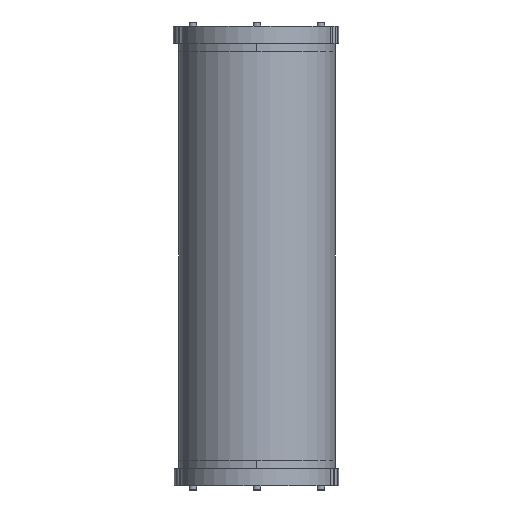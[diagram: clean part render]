
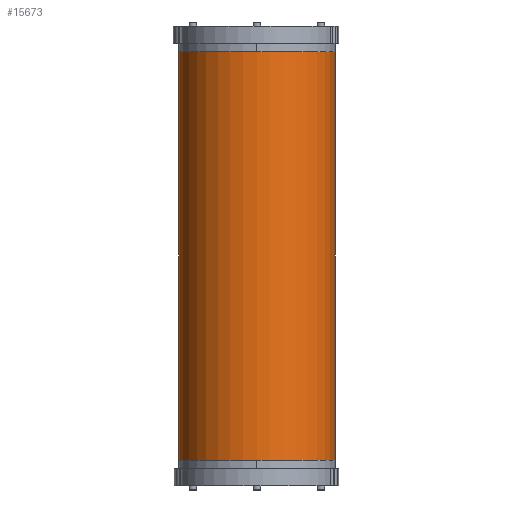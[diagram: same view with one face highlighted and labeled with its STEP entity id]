
A CAD part, front view. The second image highlights one B-rep face of the part: STEP entity #15673.
In plain terms, the highlighted cylindrical face has radius 57.15 mm (diameter 114.3 mm), a partial arc.
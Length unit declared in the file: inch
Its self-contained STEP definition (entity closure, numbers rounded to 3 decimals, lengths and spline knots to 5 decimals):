
#536 = EDGE_CURVE ( 'NONE', #13956, #13907, #2188, .T. ) ;
#541 = EDGE_CURVE ( 'NONE', #13928, #13907, #2193, .T. ) ;
#542 = EDGE_CURVE ( 'NONE', #13906, #13928, #2195, .T. ) ;
#543 = EDGE_CURVE ( 'NONE', #13906, #13956, #2197, .T. ) ;
#1170 = CARTESIAN_POINT ( 'NONE',  ( 2.25, 0., 5.875 ) ) ;
#1171 = DIRECTION ( 'NONE',  ( 0., 0., -1. ) ) ;
#1180 = DIRECTION ( 'NONE',  ( 0., 0., -1. ) ) ;
#1192 = CARTESIAN_POINT ( 'NONE',  ( -2.25, 0., 5.875 ) ) ;
#1193 = CARTESIAN_POINT ( 'NONE',  ( 0., 0., -5.875 ) ) ;
#1194 = DIRECTION ( 'NONE',  ( 0., 0., 1. ) ) ;
#1195 = DIRECTION ( 'NONE',  ( 1., 0., 0. ) ) ;
#1196 = CARTESIAN_POINT ( 'NONE',  ( 0., 0., 5.875 ) ) ;
#1197 = DIRECTION ( 'NONE',  ( 0., 0., 1. ) ) ;
#1198 = DIRECTION ( 'NONE',  ( 1., 0., 0. ) ) ;
#2188 = LINE ( 'NONE', #1170, #2190 ) ;
#2190 = VECTOR ( 'NONE', #1171, 39.37008 ) ;
#2193 = CIRCLE ( 'NONE', #13111, 2.25 ) ;
#2195 = LINE ( 'NONE', #1192, #2198 ) ;
#2197 = CIRCLE ( 'NONE', #13112, 2.25 ) ;
#2198 = VECTOR ( 'NONE', #1180, 39.37008 ) ;
#3426 = FACE_OUTER_BOUND ( 'NONE', #12601, .T. ) ;
#3435 = CYLINDRICAL_SURFACE ( 'NONE', #3888, 2.25 ) ;
#3888 = AXIS2_PLACEMENT_3D ( 'NONE', #8077, #8076, #8068 ) ;
#4558 = CARTESIAN_POINT ( 'NONE',  ( -2.25, 0., 5.875 ) ) ;
#4575 = CARTESIAN_POINT ( 'NONE',  ( 2.25, 0., -5.875 ) ) ;
#4596 = CARTESIAN_POINT ( 'NONE',  ( -2.25, 0., -5.875 ) ) ;
#4624 = CARTESIAN_POINT ( 'NONE',  ( 2.25, 0., 5.875 ) ) ;
#8068 = DIRECTION ( 'NONE',  ( -1., 0., 0. ) ) ;
#8076 = DIRECTION ( 'NONE',  ( 0., 0., -1. ) ) ;
#8077 = CARTESIAN_POINT ( 'NONE',  ( 0., 0., 5.875 ) ) ;
#11348 = ORIENTED_EDGE ( 'NONE', *, *, #536, .F. ) ;
#11349 = ORIENTED_EDGE ( 'NONE', *, *, #543, .F. ) ;
#11350 = ORIENTED_EDGE ( 'NONE', *, *, #542, .T. ) ;
#11351 = ORIENTED_EDGE ( 'NONE', *, *, #541, .T. ) ;
#12601 = EDGE_LOOP ( 'NONE', ( #11348, #11349, #11350, #11351 ) ) ;
#13111 = AXIS2_PLACEMENT_3D ( 'NONE', #1193, #1194, #1195 ) ;
#13112 = AXIS2_PLACEMENT_3D ( 'NONE', #1196, #1197, #1198 ) ;
#13906 = VERTEX_POINT ( 'NONE', #4558 ) ;
#13907 = VERTEX_POINT ( 'NONE', #4575 ) ;
#13928 = VERTEX_POINT ( 'NONE', #4596 ) ;
#13956 = VERTEX_POINT ( 'NONE', #4624 ) ;
#15673 = ADVANCED_FACE ( 'NONE', ( #3426 ), #3435, .T. ) ;
